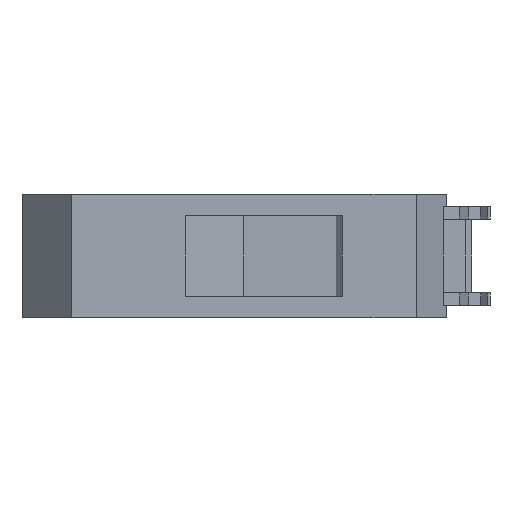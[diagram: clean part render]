
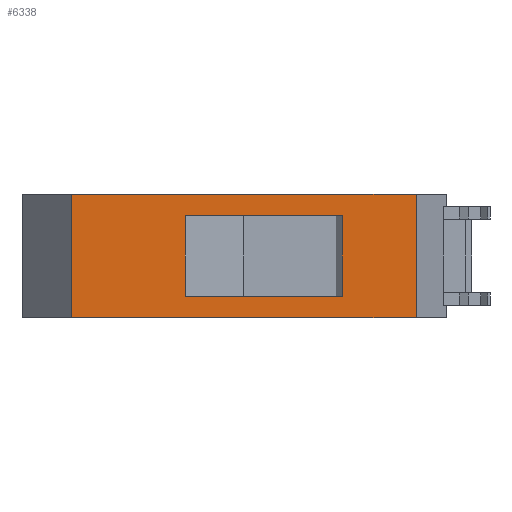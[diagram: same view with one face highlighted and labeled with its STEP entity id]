
A CAD part, front view. The second image highlights one B-rep face of the part: STEP entity #6338.
In plain terms, the highlighted planar face has unit normal (0, -1, 0).
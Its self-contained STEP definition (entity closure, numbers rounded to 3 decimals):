
#59 = ORIENTED_EDGE ( 'NONE', *, *, #2355, .T. ) ;
#156 = LINE ( 'NONE', #5716, #3771 ) ;
#278 = LINE ( 'NONE', #4770, #5770 ) ;
#375 = CARTESIAN_POINT ( 'NONE',  ( 64., -35.5, 20. ) ) ;
#496 = VECTOR ( 'NONE', #6801, 1000. ) ;
#505 = VERTEX_POINT ( 'NONE', #7600 ) ;
#701 = CARTESIAN_POINT ( 'NONE',  ( 52., -35.5, 3.5 ) ) ;
#889 = CARTESIAN_POINT ( 'NONE',  ( 26.5, -35.5, 16.5 ) ) ;
#942 = LINE ( 'NONE', #375, #496 ) ;
#1010 = AXIS2_PLACEMENT_3D ( 'NONE', #7002, #3445, #8417 ) ;
#1142 = LINE ( 'NONE', #7153, #6396 ) ;
#1154 = DIRECTION ( 'NONE',  ( 1., 0., 0. ) ) ;
#1317 = EDGE_CURVE ( 'NONE', #6670, #2984, #942, .T. ) ;
#1380 = EDGE_CURVE ( 'NONE', #4613, #7184, #278, .T. ) ;
#1437 = VECTOR ( 'NONE', #1974, 1000. ) ;
#1481 = CARTESIAN_POINT ( 'NONE',  ( 8., -35.5, 20. ) ) ;
#1496 = ORIENTED_EDGE ( 'NONE', *, *, #1317, .F. ) ;
#1583 = LINE ( 'NONE', #9172, #7080 ) ;
#1611 = CARTESIAN_POINT ( 'NONE',  ( 8., -35.5, 20. ) ) ;
#1928 = ORIENTED_EDGE ( 'NONE', *, *, #8196, .F. ) ;
#1974 = DIRECTION ( 'NONE',  ( 0., 0., 1. ) ) ;
#2044 = CARTESIAN_POINT ( 'NONE',  ( 64., -35.5, 20. ) ) ;
#2158 = VECTOR ( 'NONE', #5798, 1000. ) ;
#2355 = EDGE_CURVE ( 'NONE', #5141, #4491, #8307, .T. ) ;
#2388 = EDGE_LOOP ( 'NONE', ( #7718, #3090, #8287, #8600 ) ) ;
#2693 = PLANE ( 'NONE',  #1010 ) ;
#2760 = EDGE_CURVE ( 'NONE', #505, #5920, #1583, .T. ) ;
#2855 = DIRECTION ( 'NONE',  ( 1., 0., 0. ) ) ;
#2868 = CARTESIAN_POINT ( 'NONE',  ( 8., -35.5, 0. ) ) ;
#2981 = VECTOR ( 'NONE', #3601, 1000. ) ;
#2984 = VERTEX_POINT ( 'NONE', #3311 ) ;
#3090 = ORIENTED_EDGE ( 'NONE', *, *, #9130, .T. ) ;
#3311 = CARTESIAN_POINT ( 'NONE',  ( 64., -35.5, 0. ) ) ;
#3372 = LINE ( 'NONE', #8378, #1437 ) ;
#3445 = DIRECTION ( 'NONE',  ( 0., 1., 0. ) ) ;
#3601 = DIRECTION ( 'NONE',  ( 1., 0., 0. ) ) ;
#3677 = EDGE_CURVE ( 'NONE', #4491, #2984, #4707, .T. ) ;
#3771 = VECTOR ( 'NONE', #2855, 1000. ) ;
#4491 = VERTEX_POINT ( 'NONE', #6591 ) ;
#4613 = VERTEX_POINT ( 'NONE', #6872 ) ;
#4707 = LINE ( 'NONE', #2868, #2981 ) ;
#4770 = CARTESIAN_POINT ( 'NONE',  ( 26.5, -35.5, 3.5 ) ) ;
#5141 = VERTEX_POINT ( 'NONE', #1611 ) ;
#5601 = EDGE_CURVE ( 'NONE', #4613, #5920, #3372, .T. ) ;
#5674 = DIRECTION ( 'NONE',  ( -1., 0., 0. ) ) ;
#5716 = CARTESIAN_POINT ( 'NONE',  ( 8., -35.5, 20. ) ) ;
#5770 = VECTOR ( 'NONE', #1154, 1000. ) ;
#5798 = DIRECTION ( 'NONE',  ( 0., 0., -1. ) ) ;
#5920 = VERTEX_POINT ( 'NONE', #889 ) ;
#5963 = EDGE_LOOP ( 'NONE', ( #1496, #1928, #59, #7508 ) ) ;
#6338 = ADVANCED_FACE ( 'NONE', ( #8680, #8469 ), #2693, .F. ) ;
#6396 = VECTOR ( 'NONE', #7866, 1000. ) ;
#6591 = CARTESIAN_POINT ( 'NONE',  ( 8., -35.5, 0. ) ) ;
#6670 = VERTEX_POINT ( 'NONE', #2044 ) ;
#6801 = DIRECTION ( 'NONE',  ( 0., 0., -1. ) ) ;
#6872 = CARTESIAN_POINT ( 'NONE',  ( 26.5, -35.5, 3.5 ) ) ;
#7002 = CARTESIAN_POINT ( 'NONE',  ( 8., -35.5, 20. ) ) ;
#7080 = VECTOR ( 'NONE', #5674, 1000. ) ;
#7153 = CARTESIAN_POINT ( 'NONE',  ( 52., -35.5, 20. ) ) ;
#7184 = VERTEX_POINT ( 'NONE', #701 ) ;
#7508 = ORIENTED_EDGE ( 'NONE', *, *, #3677, .T. ) ;
#7600 = CARTESIAN_POINT ( 'NONE',  ( 52., -35.5, 16.5 ) ) ;
#7718 = ORIENTED_EDGE ( 'NONE', *, *, #2760, .F. ) ;
#7866 = DIRECTION ( 'NONE',  ( 0., 0., -1. ) ) ;
#8196 = EDGE_CURVE ( 'NONE', #5141, #6670, #156, .T. ) ;
#8287 = ORIENTED_EDGE ( 'NONE', *, *, #1380, .F. ) ;
#8307 = LINE ( 'NONE', #1481, #2158 ) ;
#8378 = CARTESIAN_POINT ( 'NONE',  ( 26.5, -35.5, 20. ) ) ;
#8417 = DIRECTION ( 'NONE',  ( 0., 0., 1. ) ) ;
#8469 = FACE_OUTER_BOUND ( 'NONE', #5963, .T. ) ;
#8600 = ORIENTED_EDGE ( 'NONE', *, *, #5601, .T. ) ;
#8680 = FACE_BOUND ( 'NONE', #2388, .T. ) ;
#9130 = EDGE_CURVE ( 'NONE', #505, #7184, #1142, .T. ) ;
#9172 = CARTESIAN_POINT ( 'NONE',  ( 26.5, -35.5, 16.5 ) ) ;
